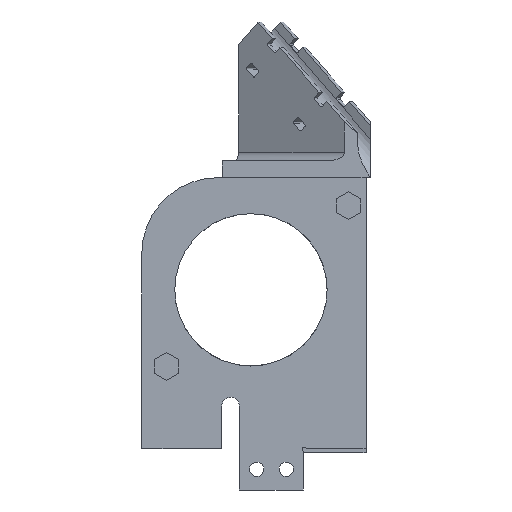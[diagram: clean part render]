
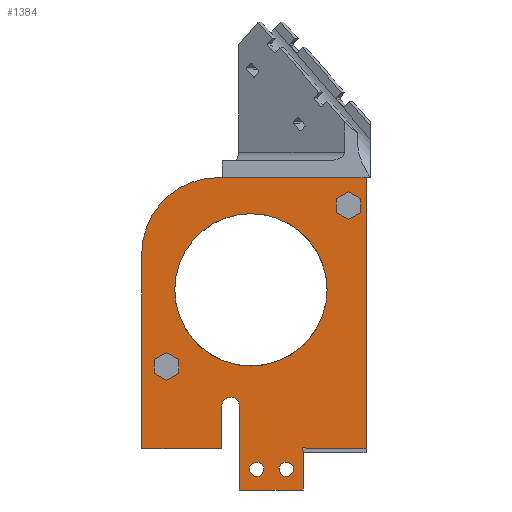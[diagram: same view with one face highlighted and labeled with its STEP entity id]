
A CAD part, left-side view. The second image highlights one B-rep face of the part: STEP entity #1384.
In plain terms, the highlighted planar face has unit normal (-1, 0, 0).
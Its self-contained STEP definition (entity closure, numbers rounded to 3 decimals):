
#322 = VERTEX_POINT('',#323);
#323 = CARTESIAN_POINT('',(-5.,24.55,4.1));
#329 = EDGE_CURVE('',#322,#322,#330,.T.);
#330 = CIRCLE('',#331,1.7);
#331 = AXIS2_PLACEMENT_3D('',#332,#333,#334);
#332 = CARTESIAN_POINT('',(-5.,22.85,4.1));
#333 = DIRECTION('',(1.,0.,0.));
#334 = DIRECTION('',(0.,1.,0.));
#348 = VERTEX_POINT('',#349);
#349 = CARTESIAN_POINT('',(-5.,31.1,19.));
#355 = EDGE_CURVE('',#348,#356,#358,.T.);
#356 = VERTEX_POINT('',#357);
#357 = CARTESIAN_POINT('',(-5.,26.9,19.));
#358 = CIRCLE('',#359,2.1);
#359 = AXIS2_PLACEMENT_3D('',#360,#361,#362);
#360 = CARTESIAN_POINT('',(-5.,29.,19.));
#361 = DIRECTION('',(1.,0.,0.));
#362 = DIRECTION('',(0.,1.,0.));
#380 = VERTEX_POINT('',#381);
#381 = CARTESIAN_POINT('',(-5.,31.1,9.));
#387 = EDGE_CURVE('',#348,#380,#388,.T.);
#388 = LINE('',#389,#390);
#389 = CARTESIAN_POINT('',(-5.,31.1,22.119));
#390 = VECTOR('',#391,1.);
#391 = DIRECTION('',(0.,0.,-1.));
#453 = EDGE_CURVE('',#454,#380,#456,.T.);
#454 = VERTEX_POINT('',#455);
#455 = CARTESIAN_POINT('',(-5.,50.,9.));
#456 = LINE('',#457,#458);
#457 = CARTESIAN_POINT('',(-5.,50.,9.));
#458 = VECTOR('',#459,1.);
#459 = DIRECTION('',(0.,-1.,0.));
#628 = VERTEX_POINT('',#629);
#629 = CARTESIAN_POINT('',(-5.,50.,55.));
#635 = EDGE_CURVE('',#628,#454,#636,.T.);
#636 = LINE('',#637,#638);
#637 = CARTESIAN_POINT('',(-5.,50.,55.));
#638 = VECTOR('',#639,1.);
#639 = DIRECTION('',(0.,0.,-1.));
#652 = EDGE_CURVE('',#628,#653,#655,.T.);
#653 = VERTEX_POINT('',#654);
#654 = CARTESIAN_POINT('',(-5.,32.,73.));
#655 = CIRCLE('',#656,18.);
#656 = AXIS2_PLACEMENT_3D('',#657,#658,#659);
#657 = CARTESIAN_POINT('',(-5.,32.,55.));
#658 = DIRECTION('',(1.,0.,0.));
#659 = DIRECTION('',(0.,1.,0.));
#677 = VERTEX_POINT('',#678);
#678 = CARTESIAN_POINT('',(-5.,-3.,73.));
#797 = VERTEX_POINT('',#798);
#798 = CARTESIAN_POINT('',(-5.,31.,73.));
#805 = EDGE_CURVE('',#797,#653,#806,.T.);
#806 = LINE('',#807,#808);
#807 = CARTESIAN_POINT('',(-5.,-3.,73.));
#808 = VECTOR('',#809,1.);
#809 = DIRECTION('',(0.,1.,0.));
#823 = VERTEX_POINT('',#824);
#824 = CARTESIAN_POINT('',(-5.,-3.,9.));
#862 = EDGE_CURVE('',#823,#677,#863,.T.);
#863 = LINE('',#864,#865);
#864 = CARTESIAN_POINT('',(-5.,-3.,9.));
#865 = VECTOR('',#866,1.);
#866 = DIRECTION('',(0.,0.,1.));
#1207 = VERTEX_POINT('',#1208);
#1208 = CARTESIAN_POINT('',(-5.,11.8,-0.8));
#1214 = EDGE_CURVE('',#1207,#1215,#1217,.T.);
#1215 = VERTEX_POINT('',#1216);
#1216 = CARTESIAN_POINT('',(-5.,11.8,8.335));
#1217 = LINE('',#1218,#1219);
#1218 = CARTESIAN_POINT('',(-5.,11.8,-0.8));
#1219 = VECTOR('',#1220,1.);
#1220 = DIRECTION('',(0.,0.,1.));
#1246 = VERTEX_POINT('',#1247);
#1247 = CARTESIAN_POINT('',(-5.,26.9,-0.8));
#1253 = EDGE_CURVE('',#1246,#1207,#1254,.T.);
#1254 = LINE('',#1255,#1256);
#1255 = CARTESIAN_POINT('',(-5.,26.9,-0.8));
#1256 = VECTOR('',#1257,1.);
#1257 = DIRECTION('',(0.,-1.,0.));
#1271 = EDGE_CURVE('',#1246,#356,#1272,.T.);
#1272 = LINE('',#1273,#1274);
#1273 = CARTESIAN_POINT('',(-5.,26.9,27.619));
#1274 = VECTOR('',#1275,1.);
#1275 = DIRECTION('',(0.,0.,1.));
#1288 = VERTEX_POINT('',#1289);
#1289 = CARTESIAN_POINT('',(-5.,42.2,46.5));
#1295 = EDGE_CURVE('',#1288,#1288,#1296,.T.);
#1296 = CIRCLE('',#1297,18.);
#1297 = AXIS2_PLACEMENT_3D('',#1298,#1299,#1300);
#1298 = CARTESIAN_POINT('',(-5.,24.2,46.5));
#1299 = DIRECTION('',(1.,0.,0.));
#1300 = DIRECTION('',(0.,1.,0.));
#1384 = ADVANCED_FACE('',(#1385,#1418,#1421,#1471,#1474,#1524),#1535,.T.
  );
#1385 = FACE_BOUND('',#1386,.T.);
#1386 = EDGE_LOOP('',(#1387,#1388,#1389,#1390,#1391,#1392,#1393,#1394,
    #1395,#1404,#1410,#1411,#1417));
#1387 = ORIENTED_EDGE('',*,*,#652,.F.);
#1388 = ORIENTED_EDGE('',*,*,#635,.T.);
#1389 = ORIENTED_EDGE('',*,*,#453,.T.);
#1390 = ORIENTED_EDGE('',*,*,#387,.F.);
#1391 = ORIENTED_EDGE('',*,*,#355,.T.);
#1392 = ORIENTED_EDGE('',*,*,#1271,.F.);
#1393 = ORIENTED_EDGE('',*,*,#1253,.T.);
#1394 = ORIENTED_EDGE('',*,*,#1214,.T.);
#1395 = ORIENTED_EDGE('',*,*,#1396,.T.);
#1396 = EDGE_CURVE('',#1215,#1397,#1399,.T.);
#1397 = VERTEX_POINT('',#1398);
#1398 = CARTESIAN_POINT('',(-5.,11.135,9.));
#1399 = CIRCLE('',#1400,0.5);
#1400 = AXIS2_PLACEMENT_3D('',#1401,#1402,#1403);
#1401 = CARTESIAN_POINT('',(-5.,11.588,8.788));
#1402 = DIRECTION('',(1.,0.,0.));
#1403 = DIRECTION('',(0.,1.,0.));
#1404 = ORIENTED_EDGE('',*,*,#1405,.T.);
#1405 = EDGE_CURVE('',#1397,#823,#1406,.T.);
#1406 = LINE('',#1407,#1408);
#1407 = CARTESIAN_POINT('',(-5.,11.135,9.));
#1408 = VECTOR('',#1409,1.);
#1409 = DIRECTION('',(0.,-1.,0.));
#1410 = ORIENTED_EDGE('',*,*,#862,.T.);
#1411 = ORIENTED_EDGE('',*,*,#1412,.T.);
#1412 = EDGE_CURVE('',#677,#797,#1413,.T.);
#1413 = LINE('',#1414,#1415);
#1414 = CARTESIAN_POINT('',(-5.,-3.,73.));
#1415 = VECTOR('',#1416,1.);
#1416 = DIRECTION('',(0.,1.,0.));
#1417 = ORIENTED_EDGE('',*,*,#805,.T.);
#1418 = FACE_BOUND('',#1419,.T.);
#1419 = EDGE_LOOP('',(#1420));
#1420 = ORIENTED_EDGE('',*,*,#1295,.T.);
#1421 = FACE_BOUND('',#1422,.T.);
#1422 = EDGE_LOOP('',(#1423,#1433,#1441,#1449,#1457,#1465));
#1423 = ORIENTED_EDGE('',*,*,#1424,.T.);
#1424 = EDGE_CURVE('',#1425,#1427,#1429,.T.);
#1425 = VERTEX_POINT('',#1426);
#1426 = CARTESIAN_POINT('',(-5.,47.,30.045));
#1427 = VERTEX_POINT('',#1428);
#1428 = CARTESIAN_POINT('',(-5.,44.15,31.691));
#1429 = LINE('',#1430,#1431);
#1430 = CARTESIAN_POINT('',(-5.,47.,30.045));
#1431 = VECTOR('',#1432,1.);
#1432 = DIRECTION('',(0.,-0.866,0.5));
#1433 = ORIENTED_EDGE('',*,*,#1434,.T.);
#1434 = EDGE_CURVE('',#1427,#1435,#1437,.T.);
#1435 = VERTEX_POINT('',#1436);
#1436 = CARTESIAN_POINT('',(-5.,41.3,30.045));
#1437 = LINE('',#1438,#1439);
#1438 = CARTESIAN_POINT('',(-5.,44.15,31.691));
#1439 = VECTOR('',#1440,1.);
#1440 = DIRECTION('',(0.,-0.866,-0.5));
#1441 = ORIENTED_EDGE('',*,*,#1442,.T.);
#1442 = EDGE_CURVE('',#1435,#1443,#1445,.T.);
#1443 = VERTEX_POINT('',#1444);
#1444 = CARTESIAN_POINT('',(-5.,41.3,26.755));
#1445 = LINE('',#1446,#1447);
#1446 = CARTESIAN_POINT('',(-5.,41.3,30.045));
#1447 = VECTOR('',#1448,1.);
#1448 = DIRECTION('',(0.,0.,-1.));
#1449 = ORIENTED_EDGE('',*,*,#1450,.T.);
#1450 = EDGE_CURVE('',#1443,#1451,#1453,.T.);
#1451 = VERTEX_POINT('',#1452);
#1452 = CARTESIAN_POINT('',(-5.,44.15,25.109));
#1453 = LINE('',#1454,#1455);
#1454 = CARTESIAN_POINT('',(-5.,41.3,26.755));
#1455 = VECTOR('',#1456,1.);
#1456 = DIRECTION('',(0.,0.866,-0.5));
#1457 = ORIENTED_EDGE('',*,*,#1458,.T.);
#1458 = EDGE_CURVE('',#1451,#1459,#1461,.T.);
#1459 = VERTEX_POINT('',#1460);
#1460 = CARTESIAN_POINT('',(-5.,47.,26.755));
#1461 = LINE('',#1462,#1463);
#1462 = CARTESIAN_POINT('',(-5.,44.15,25.109));
#1463 = VECTOR('',#1464,1.);
#1464 = DIRECTION('',(0.,0.866,0.5));
#1465 = ORIENTED_EDGE('',*,*,#1466,.T.);
#1466 = EDGE_CURVE('',#1459,#1425,#1467,.T.);
#1467 = LINE('',#1468,#1469);
#1468 = CARTESIAN_POINT('',(-5.,47.,26.755));
#1469 = VECTOR('',#1470,1.);
#1470 = DIRECTION('',(0.,0.,1.));
#1471 = FACE_BOUND('',#1472,.T.);
#1472 = EDGE_LOOP('',(#1473));
#1473 = ORIENTED_EDGE('',*,*,#329,.T.);
#1474 = FACE_BOUND('',#1475,.T.);
#1475 = EDGE_LOOP('',(#1476,#1486,#1494,#1502,#1510,#1518));
#1476 = ORIENTED_EDGE('',*,*,#1477,.T.);
#1477 = EDGE_CURVE('',#1478,#1480,#1482,.T.);
#1478 = VERTEX_POINT('',#1479);
#1479 = CARTESIAN_POINT('',(-5.,-1.7,68.045));
#1480 = VERTEX_POINT('',#1481);
#1481 = CARTESIAN_POINT('',(-5.,-1.7,64.755));
#1482 = LINE('',#1483,#1484);
#1483 = CARTESIAN_POINT('',(-5.,-1.7,68.045));
#1484 = VECTOR('',#1485,1.);
#1485 = DIRECTION('',(0.,0.,-1.));
#1486 = ORIENTED_EDGE('',*,*,#1487,.T.);
#1487 = EDGE_CURVE('',#1480,#1488,#1490,.T.);
#1488 = VERTEX_POINT('',#1489);
#1489 = CARTESIAN_POINT('',(-5.,1.15,63.109));
#1490 = LINE('',#1491,#1492);
#1491 = CARTESIAN_POINT('',(-5.,-1.7,64.755));
#1492 = VECTOR('',#1493,1.);
#1493 = DIRECTION('',(0.,0.866,-0.5));
#1494 = ORIENTED_EDGE('',*,*,#1495,.T.);
#1495 = EDGE_CURVE('',#1488,#1496,#1498,.T.);
#1496 = VERTEX_POINT('',#1497);
#1497 = CARTESIAN_POINT('',(-5.,4.,64.755));
#1498 = LINE('',#1499,#1500);
#1499 = CARTESIAN_POINT('',(-5.,1.15,63.109));
#1500 = VECTOR('',#1501,1.);
#1501 = DIRECTION('',(0.,0.866,0.5));
#1502 = ORIENTED_EDGE('',*,*,#1503,.T.);
#1503 = EDGE_CURVE('',#1496,#1504,#1506,.T.);
#1504 = VERTEX_POINT('',#1505);
#1505 = CARTESIAN_POINT('',(-5.,4.,68.045));
#1506 = LINE('',#1507,#1508);
#1507 = CARTESIAN_POINT('',(-5.,4.,64.755));
#1508 = VECTOR('',#1509,1.);
#1509 = DIRECTION('',(0.,0.,1.));
#1510 = ORIENTED_EDGE('',*,*,#1511,.T.);
#1511 = EDGE_CURVE('',#1504,#1512,#1514,.T.);
#1512 = VERTEX_POINT('',#1513);
#1513 = CARTESIAN_POINT('',(-5.,1.15,69.691));
#1514 = LINE('',#1515,#1516);
#1515 = CARTESIAN_POINT('',(-5.,4.,68.045));
#1516 = VECTOR('',#1517,1.);
#1517 = DIRECTION('',(0.,-0.866,0.5));
#1518 = ORIENTED_EDGE('',*,*,#1519,.T.);
#1519 = EDGE_CURVE('',#1512,#1478,#1520,.T.);
#1520 = LINE('',#1521,#1522);
#1521 = CARTESIAN_POINT('',(-5.,1.15,69.691));
#1522 = VECTOR('',#1523,1.);
#1523 = DIRECTION('',(0.,-0.866,-0.5));
#1524 = FACE_BOUND('',#1525,.T.);
#1525 = EDGE_LOOP('',(#1526));
#1526 = ORIENTED_EDGE('',*,*,#1527,.T.);
#1527 = EDGE_CURVE('',#1528,#1528,#1530,.T.);
#1528 = VERTEX_POINT('',#1529);
#1529 = CARTESIAN_POINT('',(-5.,17.55,4.1));
#1530 = CIRCLE('',#1531,1.7);
#1531 = AXIS2_PLACEMENT_3D('',#1532,#1533,#1534);
#1532 = CARTESIAN_POINT('',(-5.,15.85,4.1));
#1533 = DIRECTION('',(1.,0.,0.));
#1534 = DIRECTION('',(0.,1.,0.));
#1535 = PLANE('',#1536);
#1536 = AXIS2_PLACEMENT_3D('',#1537,#1538,#1539);
#1537 = CARTESIAN_POINT('',(-5.,22.166,36.238));
#1538 = DIRECTION('',(-1.,0.,0.));
#1539 = DIRECTION('',(0.,0.,-1.));
